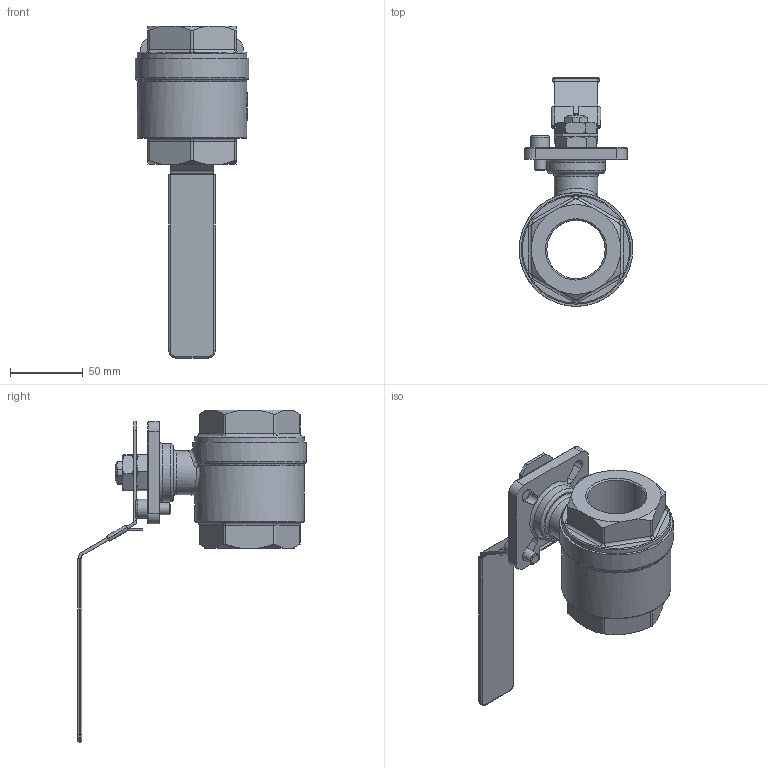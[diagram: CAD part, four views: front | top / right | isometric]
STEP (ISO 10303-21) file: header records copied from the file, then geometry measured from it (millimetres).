
FILE_DESCRIPTION(/* description */ (''),/* implementation_level */ '2;1');
FILE_NAME(/* name */ 'DN40_3D_STEP.stp',/* time_stamp */ '2024-03-21T17:50:47+03:00',/* author */ ('igorr'),/* organization */ (''),/* preprocessor_version */ 'ST-DEVELOPER v19.2',/* originating_system */ 'Autodesk Inventor 2023',/* authorisation */ '');
FILE_SCHEMA (('AUTOMOTIVE_DESIGN { 1 0 10303 214 3 1 1 }','PROCESS_PLANNING_SCHEMA'));
Length unit declared in the file: millimetre
Products named in the file (6): Сборка; Деталь1; Деталь6; Деталь7; AS 1420 - 1973 - M8 x 16; BS 3692 - M16
Assembly tree (6 placements, depth 2):
  Сборка
    Деталь1
    Деталь6
    Деталь7
    AS 1420 - 1973 - M8 x 16
    BS 3692 - M16  x2
Bounding box: 78 x 157 x 227.78 mm (x, y, z)
Volume: 341064.7 mm3; surface area: 82684.1 mm2
Topology: 6 solids, 6 shells, 451 faces, 1127 edges, 703 vertices
Faces by surface type: plane 215, cylinder 108, bspline 54, cone 45, torus 29
Full cylindrical faces by diameter (mm): 1 x1, 5 x1, 8 x2, 13 x1, 13.835 x2, 30 x2, 40 x2, 45 x1, 75 x2, 78 x1
Entity records: 14654 total; most frequent: CARTESIAN_POINT 4108, ORIENTED_EDGE 2148, DIRECTION 1967, EDGE_CURVE 1074, AXIS2_PLACEMENT_3D 696, VERTEX_POINT 674, LINE 575, VECTOR 575
